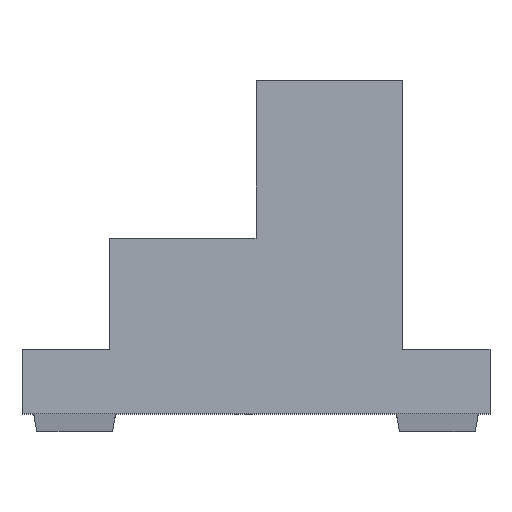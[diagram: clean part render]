
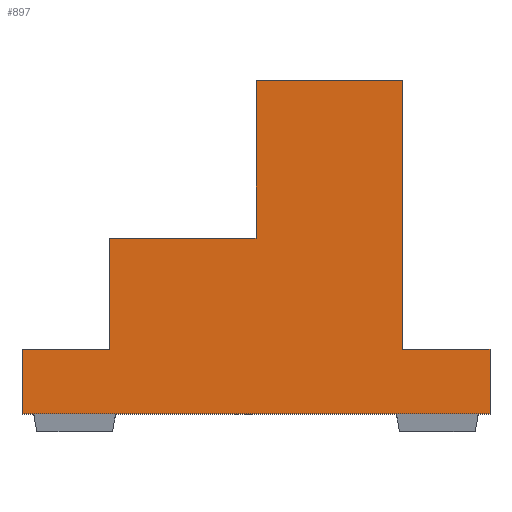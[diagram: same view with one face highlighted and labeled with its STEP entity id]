
A CAD part, top view. The second image highlights one B-rep face of the part: STEP entity #897.
In plain terms, the highlighted planar face has unit normal (0, 0, 1).
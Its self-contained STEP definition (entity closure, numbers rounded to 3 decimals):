
#6 = DIRECTION ( 'NONE',  ( 0., -1., 0. ) ) ;
#15 = CARTESIAN_POINT ( 'NONE',  ( -40., 30., 15. ) ) ;
#33 = EDGE_CURVE ( 'NONE', #273, #987, #491, .T. ) ;
#35 = DIRECTION ( 'NONE',  ( 1., 0., 0. ) ) ;
#37 = EDGE_CURVE ( 'NONE', #522, #841, #731, .T. ) ;
#74 = VERTEX_POINT ( 'NONE', #492 ) ;
#86 = CARTESIAN_POINT ( 'NONE',  ( 0., 11., 15. ) ) ;
#87 = ORIENTED_EDGE ( 'NONE', *, *, #906, .T. ) ;
#96 = ORIENTED_EDGE ( 'NONE', *, *, #490, .T. ) ;
#117 = LINE ( 'NONE', #416, #319 ) ;
#131 = CARTESIAN_POINT ( 'NONE',  ( -40., 57., 15. ) ) ;
#145 = LINE ( 'NONE', #804, #1034 ) ;
#146 = CARTESIAN_POINT ( 'NONE',  ( -40., 30., 15. ) ) ;
#153 = EDGE_CURVE ( 'NONE', #987, #883, #397, .T. ) ;
#164 = CARTESIAN_POINT ( 'NONE',  ( -80., 0., 15. ) ) ;
#192 = CARTESIAN_POINT ( 'NONE',  ( -40., 57., 15. ) ) ;
#211 = CARTESIAN_POINT ( 'NONE',  ( 0., 0., 15. ) ) ;
#234 = CARTESIAN_POINT ( 'NONE',  ( -80., 11., 15. ) ) ;
#240 = DIRECTION ( 'NONE',  ( 0., -1., 0. ) ) ;
#252 = LINE ( 'NONE', #15, #1090 ) ;
#265 = DIRECTION ( 'NONE',  ( -1., 0., 0. ) ) ;
#268 = VECTOR ( 'NONE', #6, 1000. ) ;
#273 = VERTEX_POINT ( 'NONE', #676 ) ;
#283 = EDGE_CURVE ( 'NONE', #453, #74, #252, .T. ) ;
#285 = VECTOR ( 'NONE', #240, 1000. ) ;
#290 = EDGE_CURVE ( 'NONE', #841, #453, #971, .T. ) ;
#319 = VECTOR ( 'NONE', #1113, 1000. ) ;
#328 = EDGE_CURVE ( 'NONE', #727, #950, #117, .T. ) ;
#345 = ORIENTED_EDGE ( 'NONE', *, *, #283, .T. ) ;
#397 = LINE ( 'NONE', #234, #285 ) ;
#407 = ORIENTED_EDGE ( 'NONE', *, *, #33, .T. ) ;
#416 = CARTESIAN_POINT ( 'NONE',  ( 0., 0., 15. ) ) ;
#422 = LINE ( 'NONE', #671, #1139 ) ;
#439 = EDGE_CURVE ( 'NONE', #950, #485, #422, .T. ) ;
#453 = VERTEX_POINT ( 'NONE', #146 ) ;
#461 = ORIENTED_EDGE ( 'NONE', *, *, #439, .T. ) ;
#473 = VECTOR ( 'NONE', #589, 1000. ) ;
#485 = VERTEX_POINT ( 'NONE', #1093 ) ;
#490 = EDGE_CURVE ( 'NONE', #485, #522, #684, .T. ) ;
#491 = LINE ( 'NONE', #613, #473 ) ;
#492 = CARTESIAN_POINT ( 'NONE',  ( -65., 30., 15. ) ) ;
#506 = CARTESIAN_POINT ( 'NONE',  ( 0., 0., 15. ) ) ;
#510 = ORIENTED_EDGE ( 'NONE', *, *, #153, .T. ) ;
#522 = VERTEX_POINT ( 'NONE', #1002 ) ;
#560 = LINE ( 'NONE', #878, #985 ) ;
#565 = DIRECTION ( 'NONE',  ( -1., 0., 0. ) ) ;
#589 = DIRECTION ( 'NONE',  ( -1., 0., 0. ) ) ;
#593 = CARTESIAN_POINT ( 'NONE',  ( -15., 57., 15. ) ) ;
#613 = CARTESIAN_POINT ( 'NONE',  ( -65., 11., 15. ) ) ;
#635 = EDGE_CURVE ( 'NONE', #74, #273, #145, .T. ) ;
#648 = ORIENTED_EDGE ( 'NONE', *, *, #37, .T. ) ;
#671 = CARTESIAN_POINT ( 'NONE',  ( 0., 11., 15. ) ) ;
#676 = CARTESIAN_POINT ( 'NONE',  ( -65., 11., 15. ) ) ;
#684 = LINE ( 'NONE', #861, #1121 ) ;
#692 = DIRECTION ( 'NONE',  ( 0., -1., 0. ) ) ;
#727 = VERTEX_POINT ( 'NONE', #211 ) ;
#731 = LINE ( 'NONE', #593, #800 ) ;
#749 = AXIS2_PLACEMENT_3D ( 'NONE', #506, #1101, #35 ) ;
#800 = VECTOR ( 'NONE', #565, 1000. ) ;
#804 = CARTESIAN_POINT ( 'NONE',  ( -65., 30., 15. ) ) ;
#831 = DIRECTION ( 'NONE',  ( 0., 1., 0. ) ) ;
#841 = VERTEX_POINT ( 'NONE', #192 ) ;
#855 = ORIENTED_EDGE ( 'NONE', *, *, #290, .T. ) ;
#861 = CARTESIAN_POINT ( 'NONE',  ( -15., 11., 15. ) ) ;
#878 = CARTESIAN_POINT ( 'NONE',  ( -80., 0., 15. ) ) ;
#883 = VERTEX_POINT ( 'NONE', #164 ) ;
#897 = ADVANCED_FACE ( 'NONE', ( #1126 ), #991, .T. ) ;
#906 = EDGE_CURVE ( 'NONE', #883, #727, #560, .T. ) ;
#950 = VERTEX_POINT ( 'NONE', #86 ) ;
#971 = LINE ( 'NONE', #131, #268 ) ;
#984 = CARTESIAN_POINT ( 'NONE',  ( -80., 11., 15. ) ) ;
#985 = VECTOR ( 'NONE', #1222, 1000. ) ;
#987 = VERTEX_POINT ( 'NONE', #984 ) ;
#991 = PLANE ( 'NONE',  #749 ) ;
#1002 = CARTESIAN_POINT ( 'NONE',  ( -15., 57., 15. ) ) ;
#1034 = VECTOR ( 'NONE', #692, 1000. ) ;
#1082 = DIRECTION ( 'NONE',  ( -1., 0., 0. ) ) ;
#1090 = VECTOR ( 'NONE', #265, 1000. ) ;
#1093 = CARTESIAN_POINT ( 'NONE',  ( -15., 11., 15. ) ) ;
#1095 = ORIENTED_EDGE ( 'NONE', *, *, #635, .T. ) ;
#1101 = DIRECTION ( 'NONE',  ( 0., 0., 1. ) ) ;
#1113 = DIRECTION ( 'NONE',  ( 0., 1., 0. ) ) ;
#1121 = VECTOR ( 'NONE', #831, 1000. ) ;
#1126 = FACE_OUTER_BOUND ( 'NONE', #1258, .T. ) ;
#1139 = VECTOR ( 'NONE', #1082, 1000. ) ;
#1222 = DIRECTION ( 'NONE',  ( 1., 0., 0. ) ) ;
#1248 = ORIENTED_EDGE ( 'NONE', *, *, #328, .T. ) ;
#1258 = EDGE_LOOP ( 'NONE', ( #87, #1248, #461, #96, #648, #855, #345, #1095, #407, #510 ) ) ;
